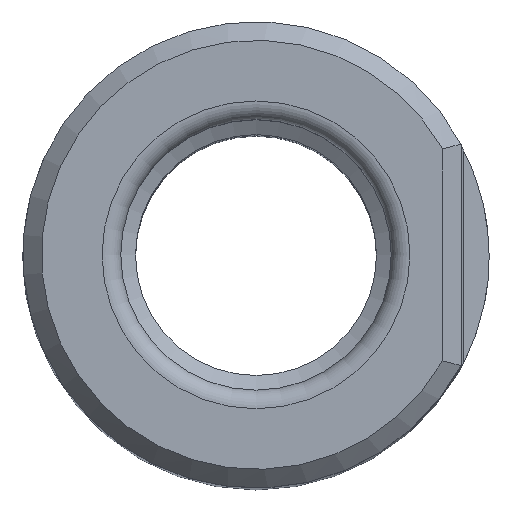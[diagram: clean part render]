
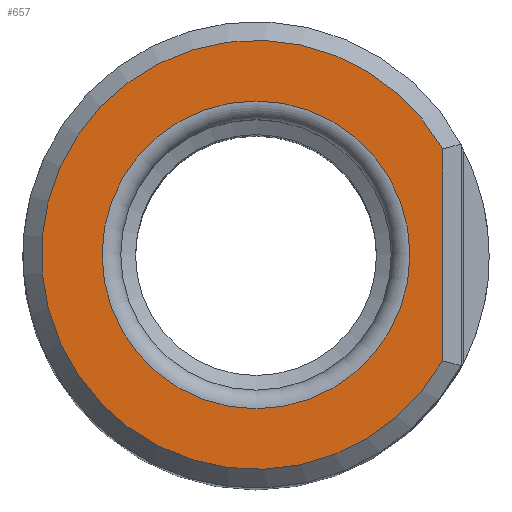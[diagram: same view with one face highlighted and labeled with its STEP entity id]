
A CAD part, top view. The second image highlights one B-rep face of the part: STEP entity #657.
In plain terms, the highlighted planar face has unit normal (0, 0, 1).
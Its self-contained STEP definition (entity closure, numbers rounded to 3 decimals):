
#57=LINE('',#908,#65);
#65=VECTOR('',#769,1000.);
#73=ORIENTED_EDGE('',*,*,#171,.T.);
#74=ORIENTED_EDGE('',*,*,#172,.T.);
#75=ORIENTED_EDGE('',*,*,#173,.T.);
#171=EDGE_CURVE('',#220,#220,#260,.F.);
#172=EDGE_CURVE('',#221,#222,#261,.T.);
#173=EDGE_CURVE('',#222,#221,#57,.T.);
#220=VERTEX_POINT('',#904);
#221=VERTEX_POINT('',#906);
#222=VERTEX_POINT('',#907);
#260=CIRCLE('',#697,8.25);
#261=CIRCLE('',#698,11.5);
#290=EDGE_LOOP('',(#73));
#291=EDGE_LOOP('',(#74,#75));
#349=FACE_BOUND('',#290,.T.);
#350=FACE_BOUND('',#291,.T.);
#408=PLANE('',#696);
#657=ADVANCED_FACE('',(#349,#350),#408,.T.);
#696=AXIS2_PLACEMENT_3D('',#902,#763,#764);
#697=AXIS2_PLACEMENT_3D('',#903,#765,#766);
#698=AXIS2_PLACEMENT_3D('',#905,#767,#768);
#763=DIRECTION('',(0.,0.,1.));
#764=DIRECTION('',(1.,0.,0.));
#765=DIRECTION('',(0.,0.,1.));
#766=DIRECTION('',(1.,0.,0.));
#767=DIRECTION('',(0.,0.,1.));
#768=DIRECTION('',(1.,0.,0.));
#769=DIRECTION('',(0.,1.,0.));
#902=CARTESIAN_POINT('',(0.,0.,110.));
#903=CARTESIAN_POINT('',(0.,0.,110.));
#904=CARTESIAN_POINT('',(8.25,0.,110.));
#905=CARTESIAN_POINT('',(0.,0.,110.));
#906=CARTESIAN_POINT('',(10.,5.679,110.));
#907=CARTESIAN_POINT('',(10.,-5.679,110.));
#908=CARTESIAN_POINT('',(10.,0.,110.));
